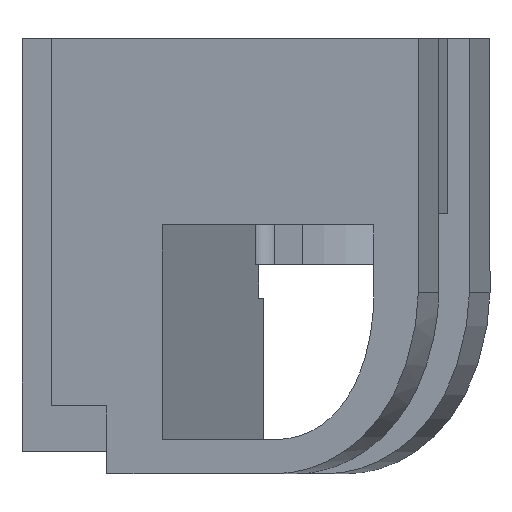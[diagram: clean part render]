
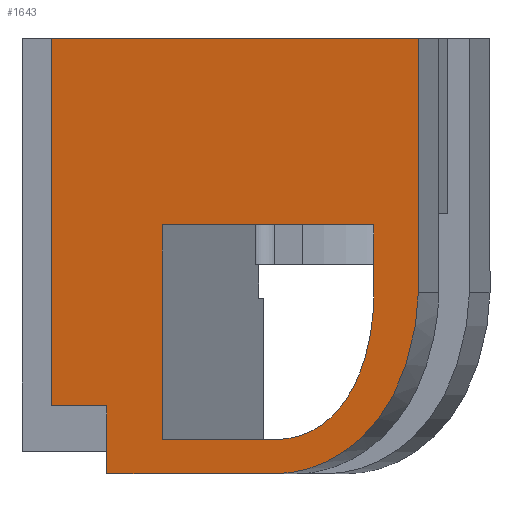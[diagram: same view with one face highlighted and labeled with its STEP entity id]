
A CAD part, left-side view. The second image highlights one B-rep face of the part: STEP entity #1643.
In plain terms, the highlighted planar face has unit normal (-0.983, 0.182, 0).
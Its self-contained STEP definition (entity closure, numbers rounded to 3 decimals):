
#3 = EDGE_LOOP ( 'NONE', ( #1860, #2018, #1548, #1077, #195, #1066, #425 ) ) ;
#14 = LINE ( 'NONE', #1832, #1996 ) ;
#35 = CARTESIAN_POINT ( 'NONE',  ( -121.256, 16.206, -109.289 ) ) ;
#50 = FACE_OUTER_BOUND ( 'NONE', #3, .T. ) ;
#56 = EDGE_CURVE ( 'NONE', #1701, #1892, #846, .T. ) ;
#62 = EDGE_LOOP ( 'NONE', ( #1951, #469, #290, #1897, #715 ) ) ;
#108 = CARTESIAN_POINT ( 'NONE',  ( -122.896, 7.357, -90.289 ) ) ;
#119 = DIRECTION ( 'NONE',  ( 0., 0., 1. ) ) ;
#123 = LINE ( 'NONE', #1752, #1214 ) ;
#133 = CARTESIAN_POINT ( 'NONE',  ( -118.521, 30.954, -112.289 ) ) ;
#152 = CARTESIAN_POINT ( 'NONE',  ( -122.896, 7.357, -96.289 ) ) ;
#154 = EDGE_CURVE ( 'NONE', #2004, #1933, #1888, .T. ) ;
#181 = VECTOR ( 'NONE', #1191, 1000. ) ;
#195 = ORIENTED_EDGE ( 'NONE', *, *, #154, .T. ) ;
#207 = CARTESIAN_POINT ( 'NONE',  ( -119.433, 26.038, -106.289 ) ) ;
#222 = LINE ( 'NONE', #108, #963 ) ;
#261 = PLANE ( 'NONE',  #903 ) ;
#276 = CARTESIAN_POINT ( 'NONE',  ( -120.03, 22.818, -89.289 ) ) ;
#290 = ORIENTED_EDGE ( 'NONE', *, *, #1899, .T. ) ;
#297 = DIRECTION ( 'NONE',  ( 0., 0., 1. ) ) ;
#298 = DIRECTION ( 'NONE',  ( 0., 0., 1. ) ) ;
#302 = FACE_BOUND ( 'NONE', #62, .T. ) ;
#305 = EDGE_CURVE ( 'NONE', #1512, #1272, #14, .T. ) ;
#328 = LINE ( 'NONE', #1362, #938 ) ;
#425 = ORIENTED_EDGE ( 'NONE', *, *, #56, .T. ) ;
#432 = CARTESIAN_POINT ( 'NONE',  ( -121.256, 16.206, -112.289 ) ) ;
#439 = CARTESIAN_POINT ( 'NONE',  ( -122.896, 7.357, -90.289 ) ) ;
#460 = DIRECTION ( 'NONE',  ( 0., 0., 1. ) ) ;
#469 = ORIENTED_EDGE ( 'NONE', *, *, #305, .F. ) ;
#484 = VECTOR ( 'NONE', #655, 1000. ) ;
#505 = LINE ( 'NONE', #1227, #1921 ) ;
#519 = VERTEX_POINT ( 'NONE', #1489 ) ;
#590 = CARTESIAN_POINT ( 'NONE',  ( -117.61, 35.871, -106.289 ) ) ;
#601 = CARTESIAN_POINT ( 'NONE',  ( -118.521, 30.954, -106.289 ) ) ;
#648 = VECTOR ( 'NONE', #460, 1000. ) ;
#650 = CARTESIAN_POINT ( 'NONE',  ( -123.626, 3.424, -96.289 ) ) ;
#655 = DIRECTION ( 'NONE',  ( 0., 0., 1. ) ) ;
#662 = CARTESIAN_POINT ( 'NONE',  ( -122.896, 7.357, -96.289 ) ) ;
#680 = VERTEX_POINT ( 'NONE', #152 ) ;
#715 = ORIENTED_EDGE ( 'NONE', *, *, #1614, .F. ) ;
#723 = DIRECTION ( 'NONE',  ( -0.182, -0.983, 0. ) ) ;
#728 = CARTESIAN_POINT ( 'NONE',  ( -119.433, 26.038, -109.289 ) ) ;
#811 = CARTESIAN_POINT ( 'NONE',  ( -122.758, 8.104, -104.828 ) ) ;
#846 = LINE ( 'NONE', #133, #1641 ) ;
#903 = AXIS2_PLACEMENT_3D ( 'NONE', #276, #1397, #2038 ) ;
#921 = EDGE_CURVE ( 'NONE', #1072, #1291, #328, .T. ) ;
#938 = VECTOR ( 'NONE', #1053, 1000. ) ;
#946 = CARTESIAN_POINT ( 'NONE',  ( -120.03, 22.818, -90.289 ) ) ;
#963 = VECTOR ( 'NONE', #119, 1000. ) ;
#967 = LINE ( 'NONE', #1946, #484 ) ;
#977 = EDGE_CURVE ( 'NONE', #519, #1072, #967, .T. ) ;
#981 = CARTESIAN_POINT ( 'NONE',  ( -122.052, 11.912, -112.289 ) ) ;
#1009 = CARTESIAN_POINT ( 'NONE',  ( -117.61, 35.871, -73.789 ) ) ;
#1032 = EDGE_CURVE ( 'NONE', #1272, #680, #2051, .T. ) ;
#1053 = DIRECTION ( 'NONE',  ( 0.182, 0.983, 0. ) ) ;
#1066 = ORIENTED_EDGE ( 'NONE', *, *, #1750, .F. ) ;
#1072 = VERTEX_POINT ( 'NONE', #1813 ) ;
#1077 = ORIENTED_EDGE ( 'NONE', *, *, #1700, .F. ) ;
#1085 = DIRECTION ( 'NONE',  ( -0.182, -0.983, 0. ) ) ;
#1094 = EDGE_CURVE ( 'NONE', #519, #1892, #1627, .T. ) ;
#1145 = CARTESIAN_POINT ( 'NONE',  ( -122.896, 7.357, -98.49 ) ) ;
#1191 = DIRECTION ( 'NONE',  ( -0.182, -0.983, 0. ) ) ;
#1214 = VECTOR ( 'NONE', #298, 1000. ) ;
#1227 = CARTESIAN_POINT ( 'NONE',  ( -119.433, 26.038, -96.289 ) ) ;
#1271 = CARTESIAN_POINT ( 'NONE',  ( -118.521, 30.954, -110.289 ) ) ;
#1272 = VERTEX_POINT ( 'NONE', #35 ) ;
#1291 = VERTEX_POINT ( 'NONE', #1009 ) ;
#1306 = CARTESIAN_POINT ( 'NONE',  ( -121.94, 12.516, -109.289 ) ) ;
#1362 = CARTESIAN_POINT ( 'NONE',  ( -120.131, 22.273, -73.789 ) ) ;
#1397 = DIRECTION ( 'NONE',  ( -0.983, 0.182, 0. ) ) ;
#1432 = VERTEX_POINT ( 'NONE', #439 ) ;
#1471 = LINE ( 'NONE', #946, #2002 ) ;
#1489 = CARTESIAN_POINT ( 'NONE',  ( -123.626, 3.424, -96.289 ) ) ;
#1502 = VERTEX_POINT ( 'NONE', #1835 ) ;
#1512 = VERTEX_POINT ( 'NONE', #728 ) ;
#1548 = ORIENTED_EDGE ( 'NONE', *, *, #921, .T. ) ;
#1614 = EDGE_CURVE ( 'NONE', #680, #1432, #222, .T. ) ;
#1627 = B_SPLINE_CURVE_WITH_KNOTS ( 'NONE', 3,
 ( #650, #1914, #1928, #981, #1754 ),
 .UNSPECIFIED., .F., .F.,
 ( 4, 1, 4 ),
 ( 0., 0.443, 1. ),
 .UNSPECIFIED. ) ;
#1641 = VECTOR ( 'NONE', #2047, 1000. ) ;
#1643 = ADVANCED_FACE ( 'NONE', ( #302, #50 ), #261, .T. ) ;
#1700 = EDGE_CURVE ( 'NONE', #2004, #1291, #123, .T. ) ;
#1701 = VERTEX_POINT ( 'NONE', #2058 ) ;
#1750 = EDGE_CURVE ( 'NONE', #1701, #1933, #1781, .T. ) ;
#1752 = CARTESIAN_POINT ( 'NONE',  ( -117.61, 35.871, -106.289 ) ) ;
#1754 = CARTESIAN_POINT ( 'NONE',  ( -121.256, 16.206, -112.289 ) ) ;
#1777 = CARTESIAN_POINT ( 'NONE',  ( -121.256, 16.206, -109.289 ) ) ;
#1781 = LINE ( 'NONE', #1271, #648 ) ;
#1813 = CARTESIAN_POINT ( 'NONE',  ( -123.626, 3.424, -73.789 ) ) ;
#1832 = CARTESIAN_POINT ( 'NONE',  ( -119.433, 26.038, -109.289 ) ) ;
#1835 = CARTESIAN_POINT ( 'NONE',  ( -119.433, 26.038, -90.289 ) ) ;
#1860 = ORIENTED_EDGE ( 'NONE', *, *, #1094, .F. ) ;
#1888 = LINE ( 'NONE', #207, #181 ) ;
#1892 = VERTEX_POINT ( 'NONE', #432 ) ;
#1897 = ORIENTED_EDGE ( 'NONE', *, *, #1916, .T. ) ;
#1899 = EDGE_CURVE ( 'NONE', #1512, #1502, #505, .T. ) ;
#1914 = CARTESIAN_POINT ( 'NONE',  ( -123.626, 3.424, -98.684 ) ) ;
#1916 = EDGE_CURVE ( 'NONE', #1502, #1432, #1471, .T. ) ;
#1921 = VECTOR ( 'NONE', #297, 1000. ) ;
#1928 = CARTESIAN_POINT ( 'NONE',  ( -123.328, 5.028, -107.669 ) ) ;
#1933 = VERTEX_POINT ( 'NONE', #601 ) ;
#1946 = CARTESIAN_POINT ( 'NONE',  ( -123.626, 3.424, -90.289 ) ) ;
#1951 = ORIENTED_EDGE ( 'NONE', *, *, #1032, .F. ) ;
#1996 = VECTOR ( 'NONE', #723, 1000. ) ;
#2002 = VECTOR ( 'NONE', #1085, 1000. ) ;
#2004 = VERTEX_POINT ( 'NONE', #590 ) ;
#2018 = ORIENTED_EDGE ( 'NONE', *, *, #977, .T. ) ;
#2038 = DIRECTION ( 'NONE',  ( 0.182, 0.983, 0. ) ) ;
#2047 = DIRECTION ( 'NONE',  ( -0.182, -0.983, 0. ) ) ;
#2051 = B_SPLINE_CURVE_WITH_KNOTS ( 'NONE', 3,
 ( #1777, #1306, #811, #1145, #662 ),
 .UNSPECIFIED., .F., .F.,
 ( 4, 1, 4 ),
 ( 0., 0.548, 1. ),
 .UNSPECIFIED. ) ;
#2058 = CARTESIAN_POINT ( 'NONE',  ( -118.521, 30.954, -112.289 ) ) ;
